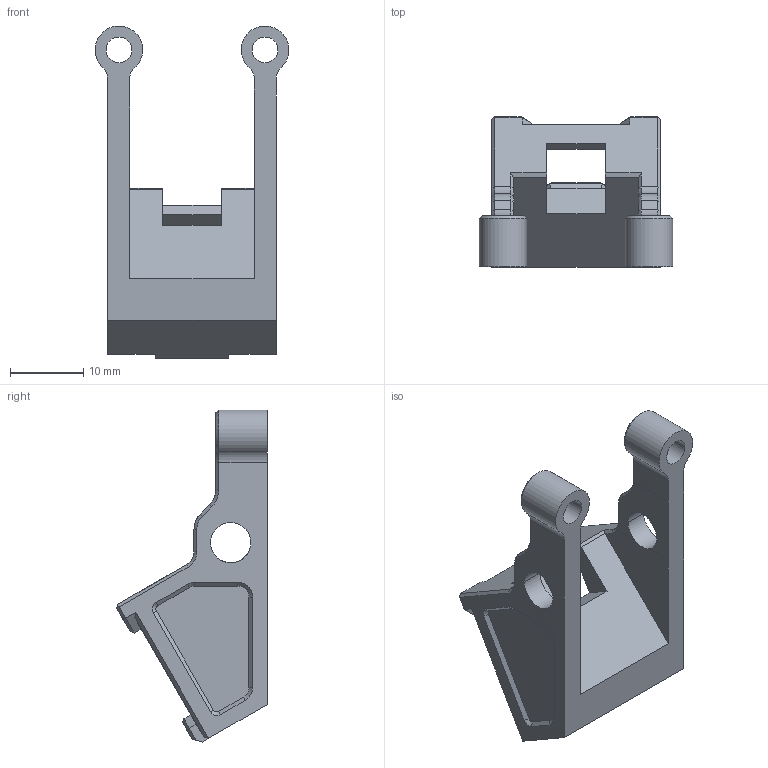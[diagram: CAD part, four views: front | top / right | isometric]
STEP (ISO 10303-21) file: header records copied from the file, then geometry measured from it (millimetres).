
FILE_DESCRIPTION((''),'2;1');
FILE_NAME('IX4V4-GPS2','2020-09-14T18:42:51',('HGGF'),(''),'CREO PARAMETRIC BY PTC INC, 2018100','CREO PARAMETRIC BY PTC INC, 2018100','');
FILE_SCHEMA(('CONFIG_CONTROL_DESIGN','SHAPE_APPEARANCE_LAYERS_GROUPS'));
Length unit declared in the file: millimetre
Products named in the file (1): IX4V4-GPS2
Bounding box: 26.4 x 20.53 x 45.23 mm (x, y, z)
Volume: 4024.7 mm3; surface area: 4061.6 mm2
Topology: 1 solids, 1 shells, 152 faces, 396 edges, 244 vertices
Faces by surface type: plane 102, cone 24, cylinder 20, bspline 6
Entity records: 4861 total; most frequent: CARTESIAN_POINT 1087, ORIENTED_EDGE 792, DIRECTION 738, EDGE_CURVE 396, VECTOR 310, LINE 310, VERTEX_POINT 244, AXIS2_PLACEMENT_3D 214
